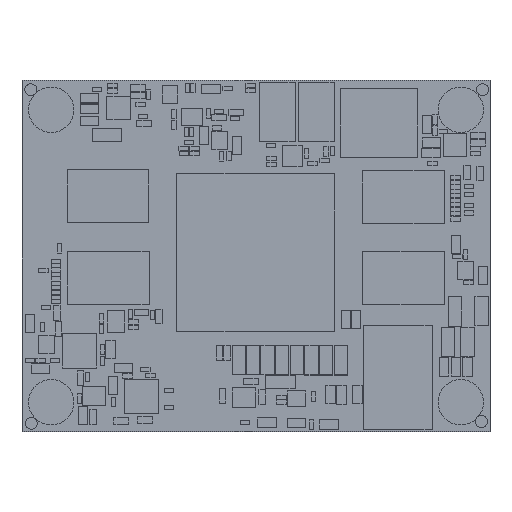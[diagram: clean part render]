
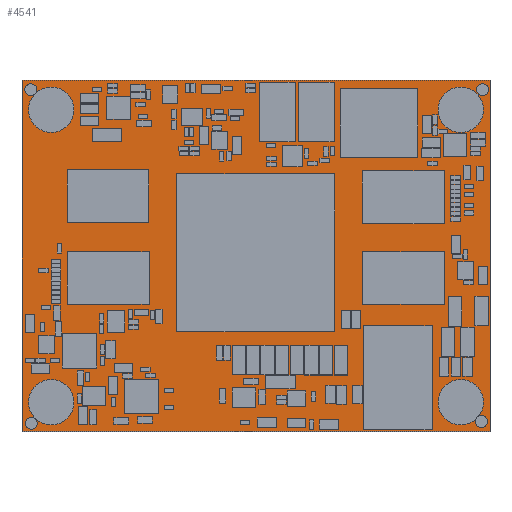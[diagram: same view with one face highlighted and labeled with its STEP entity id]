
A CAD part, top view. The second image highlights one B-rep face of the part: STEP entity #4541.
In plain terms, the highlighted planar face has unit normal (0, 0, 1).
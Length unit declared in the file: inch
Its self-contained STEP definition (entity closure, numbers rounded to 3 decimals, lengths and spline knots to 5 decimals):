
#2837=FACE_OUTER_BOUND($,#2997,.F.);
#2997=EDGE_LOOP($,(#4701,#4702,#4703,#4704));
#3157=AXIS2_PLACEMENT_3D($,#8888,#7381,$);
#4385=PLANE($,#3157);
#4541=ADVANCED_FACE($,(#2837),#4385,.T.);
#4701=ORIENTED_EDGE($,*,*,#5349,.T.);
#4702=ORIENTED_EDGE($,*,*,#5350,.T.);
#4703=ORIENTED_EDGE($,*,*,#5351,.T.);
#4704=ORIENTED_EDGE($,*,*,#5352,.T.);
#5349=EDGE_CURVE($,#6383,#6384,#6041,.T.);
#5350=EDGE_CURVE($,#6384,#6385,#6042,.T.);
#5351=EDGE_CURVE($,#6385,#6386,#6043,.T.);
#5352=EDGE_CURVE($,#6386,#6383,#6044,.T.);
#5699=VECTOR($,#7384,2.3622);
#5700=VECTOR($,#7385,3.1496);
#5701=VECTOR($,#7386,2.3622);
#5702=VECTOR($,#7387,3.1496);
#6041=LINE($,#8887,#5699);
#6042=LINE($,#8888,#5700);
#6043=LINE($,#8889,#5701);
#6044=LINE($,#8890,#5702);
#6383=VERTEX_POINT($,#8887);
#6384=VERTEX_POINT($,#8888);
#6385=VERTEX_POINT($,#8889);
#6386=VERTEX_POINT($,#8890);
#7381=DIRECTION($,(0.,0.,1.));
#7384=DIRECTION($,(0.,-1.,0.));
#7385=DIRECTION($,(-1.,0.,0.));
#7386=DIRECTION($,(0.,1.,0.));
#7387=DIRECTION($,(1.,0.,0.));
#8887=CARTESIAN_POINT('',(3.1496,2.3622,0.));
#8888=CARTESIAN_POINT('',(3.1496,0.,0.));
#8889=CARTESIAN_POINT('',(0.,0.,0.));
#8890=CARTESIAN_POINT('',(0.,2.3622,0.));
